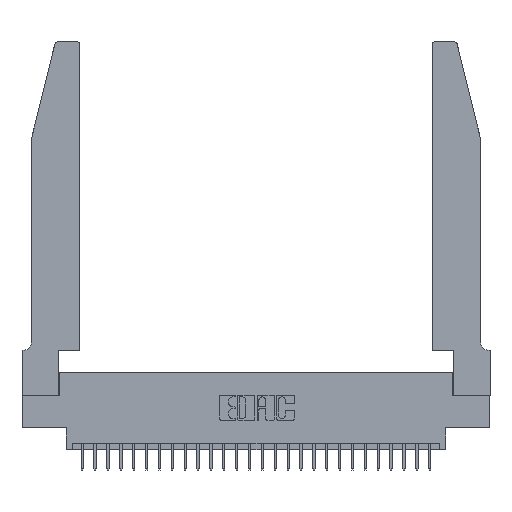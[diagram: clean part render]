
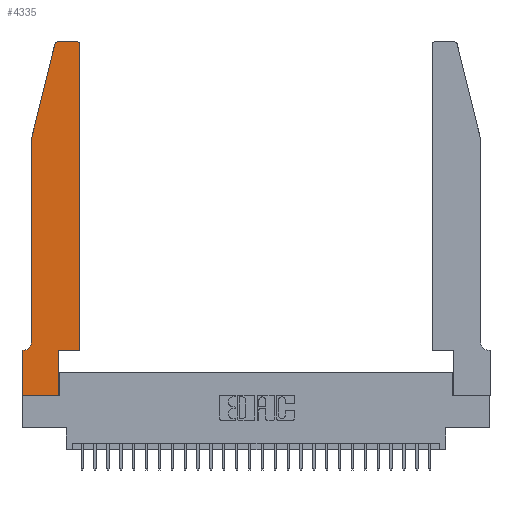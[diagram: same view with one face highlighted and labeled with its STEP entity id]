
A CAD part, top view. The second image highlights one B-rep face of the part: STEP entity #4335.
In plain terms, the highlighted planar face has unit normal (0, 0, 1).
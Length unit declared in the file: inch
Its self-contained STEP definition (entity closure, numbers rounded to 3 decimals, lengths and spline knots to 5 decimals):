
#54 = EDGE_CURVE ( 'NONE', #11225, #9655, #7270, .T. ) ;
#111 = CARTESIAN_POINT ( 'NONE',  ( 0.0055, 0.35, 0.37 ) ) ;
#1060 = VERTEX_POINT ( 'NONE', #4646 ) ;
#1215 = VECTOR ( 'NONE', #10674, 39.37008 ) ;
#1344 = ORIENTED_EDGE ( 'NONE', *, *, #54, .T. ) ;
#1791 = DIRECTION ( 'NONE',  ( -1., 0., 0. ) ) ;
#2024 = DIRECTION ( 'NONE',  ( 0., -1., 0. ) ) ;
#2121 = DIRECTION ( 'NONE',  ( -1., 0., 0. ) ) ;
#2206 = CARTESIAN_POINT ( 'NONE',  ( 0., 0., 0.37 ) ) ;
#2478 = AXIS2_PLACEMENT_3D ( 'NONE', #6210, #10607, #1791 ) ;
#3522 = LINE ( 'NONE', #2206, #8414 ) ;
#3708 = VECTOR ( 'NONE', #2121, 39.37008 ) ;
#3775 = DIRECTION ( 'NONE',  ( 1., 0., 0. ) ) ;
#4069 = LINE ( 'NONE', #8438, #1215 ) ;
#4153 = CARTESIAN_POINT ( 'NONE',  ( 0.0755, 2., 0.37 ) ) ;
#4219 = CARTESIAN_POINT ( 'NONE',  ( 0.4505, 0.35, 0.37 ) ) ;
#4335 = ADVANCED_FACE ( 'NONE', ( #27156 ), #5193, .T. ) ;
#4473 = EDGE_CURVE ( 'NONE', #9655, #16403, #3522, .T. ) ;
#4604 = CARTESIAN_POINT ( 'NONE',  ( 0., 0., 0.37 ) ) ;
#4639 = EDGE_CURVE ( 'NONE', #6259, #28487, #11831, .T. ) ;
#4646 = CARTESIAN_POINT ( 'NONE',  ( 0.0755, 2., 0.37 ) ) ;
#5193 = PLANE ( 'NONE',  #11211 ) ;
#5899 = VECTOR ( 'NONE', #9122, 39.37008 ) ;
#6210 = CARTESIAN_POINT ( 'NONE',  ( 0.0055, 0.42, 0.37 ) ) ;
#6259 = VERTEX_POINT ( 'NONE', #17658 ) ;
#6336 = ORIENTED_EDGE ( 'NONE', *, *, #14906, .T. ) ;
#6352 = ORIENTED_EDGE ( 'NONE', *, *, #7776, .T. ) ;
#6931 = LINE ( 'NONE', #22391, #9046 ) ;
#7090 = CARTESIAN_POINT ( 'NONE',  ( 0.2865, 0., 0.37 ) ) ;
#7266 = CARTESIAN_POINT ( 'NONE',  ( 0.4505, 2.72, 0.37 ) ) ;
#7270 = LINE ( 'NONE', #22358, #5899 ) ;
#7393 = ORIENTED_EDGE ( 'NONE', *, *, #4473, .T. ) ;
#7430 = DIRECTION ( 'NONE',  ( 0., 0., 1. ) ) ;
#7492 = CARTESIAN_POINT ( 'NONE',  ( 0.0755, 0.42, 0.37 ) ) ;
#7661 = CARTESIAN_POINT ( 'NONE',  ( 0.25487, 2.72718, 0.37 ) ) ;
#7669 = ORIENTED_EDGE ( 'NONE', *, *, #8592, .T. ) ;
#7694 = EDGE_CURVE ( 'NONE', #16304, #11225, #17283, .T. ) ;
#7776 = EDGE_CURVE ( 'NONE', #12884, #1060, #22474, .T. ) ;
#7984 = LINE ( 'NONE', #16857, #26041 ) ;
#8414 = VECTOR ( 'NONE', #2024, 39.37008 ) ;
#8438 = CARTESIAN_POINT ( 'NONE',  ( 0.0755, 2., 0.37 ) ) ;
#8592 = EDGE_CURVE ( 'NONE', #1060, #16304, #4069, .T. ) ;
#8890 = EDGE_CURVE ( 'NONE', #28487, #28540, #11346, .T. ) ;
#9046 = VECTOR ( 'NONE', #10923, 39.37008 ) ;
#9122 = DIRECTION ( 'NONE',  ( -1., 0., 0. ) ) ;
#9540 = ORIENTED_EDGE ( 'NONE', *, *, #7694, .T. ) ;
#9655 = VERTEX_POINT ( 'NONE', #21336 ) ;
#9699 = DIRECTION ( 'NONE',  ( 0., 0., 1. ) ) ;
#9920 = ORIENTED_EDGE ( 'NONE', *, *, #4639, .T. ) ;
#10038 = EDGE_LOOP ( 'NONE', ( #14839, #21317, #6352, #7669, #9540, #1344, #7393, #24212, #6336, #25242, #9920, #10735 ) ) ;
#10404 = VECTOR ( 'NONE', #10899, 39.37008 ) ;
#10607 = DIRECTION ( 'NONE',  ( 0., 0., -1. ) ) ;
#10652 = DIRECTION ( 'NONE',  ( 1., 0., 0. ) ) ;
#10674 = DIRECTION ( 'NONE',  ( 0., -1., 0. ) ) ;
#10705 = LINE ( 'NONE', #17836, #3708 ) ;
#10735 = ORIENTED_EDGE ( 'NONE', *, *, #8890, .T. ) ;
#10899 = DIRECTION ( 'NONE',  ( -0.239, -0.971, 0. ) ) ;
#10923 = DIRECTION ( 'NONE',  ( 0., 1., 0. ) ) ;
#11211 = AXIS2_PLACEMENT_3D ( 'NONE', #20668, #7430, #10652 ) ;
#11225 = VERTEX_POINT ( 'NONE', #111 ) ;
#11346 = CIRCLE ( 'NONE', #18114, 0.03 ) ;
#11831 = LINE ( 'NONE', #4219, #12208 ) ;
#12208 = VECTOR ( 'NONE', #13162, 39.37008 ) ;
#12884 = VERTEX_POINT ( 'NONE', #7661 ) ;
#13162 = DIRECTION ( 'NONE',  ( 0., 1., 0. ) ) ;
#13773 = CARTESIAN_POINT ( 'NONE',  ( 0.284, 2.72, 0.37 ) ) ;
#14839 = ORIENTED_EDGE ( 'NONE', *, *, #25977, .T. ) ;
#14906 = EDGE_CURVE ( 'NONE', #22589, #22591, #6931, .T. ) ;
#15987 = DIRECTION ( 'NONE',  ( 0., 0., 1. ) ) ;
#16304 = VERTEX_POINT ( 'NONE', #7492 ) ;
#16403 = VERTEX_POINT ( 'NONE', #16443 ) ;
#16443 = CARTESIAN_POINT ( 'NONE',  ( 0., 0., 0.37 ) ) ;
#16857 = CARTESIAN_POINT ( 'NONE',  ( 0.4505, 0.35, 0.37 ) ) ;
#17283 = CIRCLE ( 'NONE', #2478, 0.07 ) ;
#17658 = CARTESIAN_POINT ( 'NONE',  ( 0.4505, 0.35, 0.37 ) ) ;
#17836 = CARTESIAN_POINT ( 'NONE',  ( 0.2605, 2.75, 0.37 ) ) ;
#17874 = DIRECTION ( 'NONE',  ( 1., 0., 0. ) ) ;
#18015 = AXIS2_PLACEMENT_3D ( 'NONE', #13773, #15987, #18181 ) ;
#18114 = AXIS2_PLACEMENT_3D ( 'NONE', #18758, #9699, #25209 ) ;
#18178 = VERTEX_POINT ( 'NONE', #21755 ) ;
#18181 = DIRECTION ( 'NONE',  ( 1., 0., 0. ) ) ;
#18758 = CARTESIAN_POINT ( 'NONE',  ( 0.4205, 2.72, 0.37 ) ) ;
#18819 = EDGE_CURVE ( 'NONE', #22591, #6259, #7984, .T. ) ;
#20193 = CIRCLE ( 'NONE', #18015, 0.03 ) ;
#20312 = CARTESIAN_POINT ( 'NONE',  ( 0.4205, 2.75, 0.37 ) ) ;
#20668 = CARTESIAN_POINT ( 'NONE',  ( 0., 0.35, 0.37 ) ) ;
#21317 = ORIENTED_EDGE ( 'NONE', *, *, #22891, .T. ) ;
#21336 = CARTESIAN_POINT ( 'NONE',  ( 0., 0.35, 0.37 ) ) ;
#21755 = CARTESIAN_POINT ( 'NONE',  ( 0.284, 2.75, 0.37 ) ) ;
#22358 = CARTESIAN_POINT ( 'NONE',  ( 0.0755, 0.35, 0.37 ) ) ;
#22391 = CARTESIAN_POINT ( 'NONE',  ( 0.2865, 0.35, 0.37 ) ) ;
#22474 = LINE ( 'NONE', #4153, #10404 ) ;
#22586 = CARTESIAN_POINT ( 'NONE',  ( 0.2865, 0.35, 0.37 ) ) ;
#22589 = VERTEX_POINT ( 'NONE', #7090 ) ;
#22591 = VERTEX_POINT ( 'NONE', #22586 ) ;
#22891 = EDGE_CURVE ( 'NONE', #18178, #12884, #20193, .T. ) ;
#23332 = EDGE_CURVE ( 'NONE', #16403, #22589, #24402, .T. ) ;
#24212 = ORIENTED_EDGE ( 'NONE', *, *, #23332, .T. ) ;
#24402 = LINE ( 'NONE', #4604, #25100 ) ;
#25100 = VECTOR ( 'NONE', #17874, 39.37008 ) ;
#25209 = DIRECTION ( 'NONE',  ( 1., 0., 0. ) ) ;
#25242 = ORIENTED_EDGE ( 'NONE', *, *, #18819, .T. ) ;
#25977 = EDGE_CURVE ( 'NONE', #28540, #18178, #10705, .T. ) ;
#26041 = VECTOR ( 'NONE', #3775, 39.37008 ) ;
#27156 = FACE_OUTER_BOUND ( 'NONE', #10038, .T. ) ;
#28487 = VERTEX_POINT ( 'NONE', #7266 ) ;
#28540 = VERTEX_POINT ( 'NONE', #20312 ) ;
